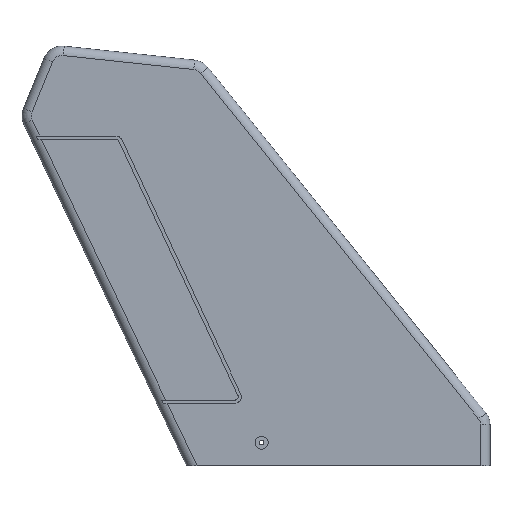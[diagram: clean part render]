
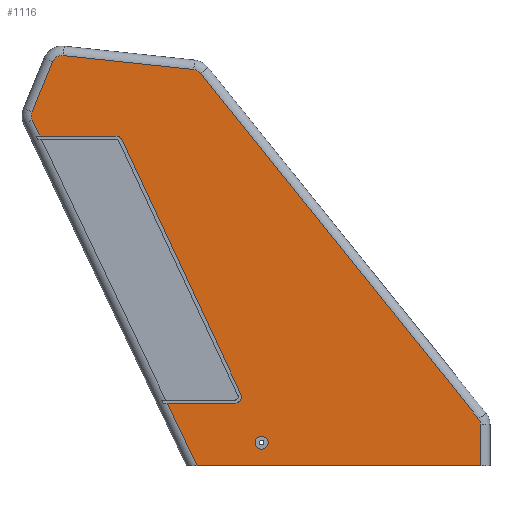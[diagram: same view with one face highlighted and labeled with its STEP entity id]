
A CAD part, left-side view. The second image highlights one B-rep face of the part: STEP entity #1116.
In plain terms, the highlighted planar face has unit normal (-1, 0, 0).
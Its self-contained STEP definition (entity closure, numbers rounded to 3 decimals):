
#38=FACE_BOUND('',#178,.T.);
#50=PLANE('',#1245);
#107=FACE_OUTER_BOUND('',#177,.T.);
#177=EDGE_LOOP('',(#892,#893,#894,#895,#896,#897,#898,#899,#900,#901,#902,
#903,#904,#905,#906,#907));
#178=EDGE_LOOP('',(#908));
#225=LINE('',#1709,#321);
#240=LINE('',#1809,#336);
#243=LINE('',#1816,#339);
#244=LINE('',#1832,#340);
#248=LINE('',#1838,#344);
#256=LINE('',#1863,#352);
#258=LINE('',#1866,#354);
#264=LINE('',#1885,#360);
#265=LINE('',#1889,#361);
#266=LINE('',#1892,#362);
#321=VECTOR('',#1351,10.);
#336=VECTOR('',#1454,10.);
#339=VECTOR('',#1461,10.);
#340=VECTOR('',#1470,10.);
#344=VECTOR('',#1478,10.);
#352=VECTOR('',#1500,10.);
#354=VECTOR('',#1502,10.);
#360=VECTOR('',#1522,10.);
#361=VECTOR('',#1525,10.);
#362=VECTOR('',#1528,10.);
#404=CIRCLE('',#1166,2.);
#413=CIRCLE('',#1187,3.1);
#421=CIRCLE('',#1198,3.1);
#429=CIRCLE('',#1209,3.1);
#440=CIRCLE('',#1227,2.6);
#442=CIRCLE('',#1246,2.);
#443=CIRCLE('',#1247,2.);
#462=VERTEX_POINT('',#1664);
#476=VERTEX_POINT('',#1706);
#477=VERTEX_POINT('',#1708);
#483=VERTEX_POINT('',#1721);
#485=VERTEX_POINT('',#1725);
#491=VERTEX_POINT('',#1742);
#493=VERTEX_POINT('',#1746);
#499=VERTEX_POINT('',#1763);
#501=VERTEX_POINT('',#1767);
#511=VERTEX_POINT('',#1814);
#513=VERTEX_POINT('',#1827);
#523=VERTEX_POINT('',#1861);
#524=VERTEX_POINT('',#1865);
#530=VERTEX_POINT('',#1884);
#531=VERTEX_POINT('',#1886);
#532=VERTEX_POINT('',#1888);
#533=VERTEX_POINT('',#1890);
#568=EDGE_CURVE('',#462,#462,#404,.T.);
#588=EDGE_CURVE('',#477,#476,#225,.T.);
#597=EDGE_CURVE('',#485,#483,#413,.T.);
#607=EDGE_CURVE('',#493,#491,#421,.T.);
#617=EDGE_CURVE('',#501,#499,#429,.T.);
#634=EDGE_CURVE('',#491,#501,#240,.T.);
#638=EDGE_CURVE('',#511,#476,#243,.T.);
#640=EDGE_CURVE('',#513,#511,#440,.T.);
#642=EDGE_CURVE('',#499,#513,#244,.T.);
#646=EDGE_CURVE('',#483,#493,#248,.T.);
#659=EDGE_CURVE('',#523,#485,#256,.T.);
#661=EDGE_CURVE('',#524,#477,#258,.T.);
#670=EDGE_CURVE('',#523,#530,#264,.T.);
#671=EDGE_CURVE('',#530,#531,#442,.T.);
#672=EDGE_CURVE('',#531,#532,#265,.T.);
#673=EDGE_CURVE('',#532,#533,#443,.T.);
#674=EDGE_CURVE('',#533,#524,#266,.T.);
#892=ORIENTED_EDGE('',*,*,#638,.F.);
#893=ORIENTED_EDGE('',*,*,#640,.F.);
#894=ORIENTED_EDGE('',*,*,#642,.F.);
#895=ORIENTED_EDGE('',*,*,#617,.F.);
#896=ORIENTED_EDGE('',*,*,#634,.F.);
#897=ORIENTED_EDGE('',*,*,#607,.F.);
#898=ORIENTED_EDGE('',*,*,#646,.F.);
#899=ORIENTED_EDGE('',*,*,#597,.F.);
#900=ORIENTED_EDGE('',*,*,#659,.F.);
#901=ORIENTED_EDGE('',*,*,#670,.T.);
#902=ORIENTED_EDGE('',*,*,#671,.T.);
#903=ORIENTED_EDGE('',*,*,#672,.T.);
#904=ORIENTED_EDGE('',*,*,#673,.T.);
#905=ORIENTED_EDGE('',*,*,#674,.T.);
#906=ORIENTED_EDGE('',*,*,#661,.T.);
#907=ORIENTED_EDGE('',*,*,#588,.T.);
#908=ORIENTED_EDGE('',*,*,#568,.T.);
#1116=ADVANCED_FACE('',(#107,#38),#50,.F.);
#1166=AXIS2_PLACEMENT_3D('',#1665,#1308,#1309);
#1187=AXIS2_PLACEMENT_3D('',#1727,#1368,#1369);
#1198=AXIS2_PLACEMENT_3D('',#1748,#1392,#1393);
#1209=AXIS2_PLACEMENT_3D('',#1769,#1416,#1417);
#1227=AXIS2_PLACEMENT_3D('',#1829,#1464,#1465);
#1245=AXIS2_PLACEMENT_3D('',#1883,#1520,#1521);
#1246=AXIS2_PLACEMENT_3D('',#1887,#1523,#1524);
#1247=AXIS2_PLACEMENT_3D('',#1891,#1526,#1527);
#1308=DIRECTION('center_axis',(1.,0.,0.));
#1309=DIRECTION('ref_axis',(0.,1.,0.));
#1351=DIRECTION('',(0.,-1.,0.));
#1368=DIRECTION('center_axis',(1.,0.,0.));
#1369=DIRECTION('ref_axis',(0.,1.,-0.028));
#1392=DIRECTION('center_axis',(1.,0.,0.));
#1393=DIRECTION('ref_axis',(0.,0.513,0.859));
#1416=DIRECTION('center_axis',(1.,0.,0.));
#1417=DIRECTION('ref_axis',(0.,-0.479,0.878));
#1454=DIRECTION('',(0.,-0.994,-0.106));
#1461=DIRECTION('',(0.,0.,-1.));
#1464=DIRECTION('center_axis',(1.,0.,0.));
#1465=DIRECTION('ref_axis',(0.,-0.943,0.332));
#1470=DIRECTION('',(0.,-0.627,-0.779));
#1478=DIRECTION('',(0.,-0.379,0.926));
#1500=DIRECTION('',(0.,0.43,0.903));
#1502=DIRECTION('',(0.,-0.43,-0.903));
#1520=DIRECTION('center_axis',(1.,0.,0.));
#1521=DIRECTION('ref_axis',(0.,1.,0.));
#1522=DIRECTION('',(0.,-1.,0.));
#1523=DIRECTION('center_axis',(1.,0.,0.));
#1524=DIRECTION('ref_axis',(0.,0.,1.));
#1525=DIRECTION('',(0.,-0.424,-0.906));
#1526=DIRECTION('center_axis',(1.,0.,0.));
#1527=DIRECTION('ref_axis',(0.,-0.906,0.424));
#1528=DIRECTION('',(0.,1.,0.));
#1664=CARTESIAN_POINT('',(132.,379.,17.));
#1665=CARTESIAN_POINT('Origin',(132.,381.,17.));
#1706=CARTESIAN_POINT('',(132.,313.9,9.9));
#1708=CARTESIAN_POINT('',(132.,400.788,9.9));
#1709=CARTESIAN_POINT('',(132.,404.,9.9));
#1721=CARTESIAN_POINT('',(132.,451.311,118.358));
#1725=CARTESIAN_POINT('',(132.,451.241,115.851));
#1727=CARTESIAN_POINT('Origin',(132.,448.442,117.184));
#1742=CARTESIAN_POINT('',(132.,441.825,135.64));
#1746=CARTESIAN_POINT('',(132.,445.022,133.731));
#1748=CARTESIAN_POINT('Origin',(132.,442.153,132.557));
#1763=CARTESIAN_POINT('',(132.,399.698,130.24));
#1767=CARTESIAN_POINT('',(132.,401.786,131.38));
#1769=CARTESIAN_POINT('Origin',(132.,402.114,128.297));
#1809=CARTESIAN_POINT('',(132.,411.764,132.442));
#1814=CARTESIAN_POINT('',(132.,313.9,22.633));
#1816=CARTESIAN_POINT('',(132.,313.9,48.542));
#1827=CARTESIAN_POINT('',(132.,314.474,24.263));
#1829=CARTESIAN_POINT('Origin',(132.,316.5,22.633));
#1832=CARTESIAN_POINT('',(132.,383.577,110.194));
#1838=CARTESIAN_POINT('',(132.,454.611,110.293));
#1861=CARTESIAN_POINT('',(132.,448.931,111.));
#1863=CARTESIAN_POINT('',(132.,411.969,33.38));
#1865=CARTESIAN_POINT('',(132.,409.919,29.075));
#1866=CARTESIAN_POINT('',(132.,411.969,33.38));
#1883=CARTESIAN_POINT('Origin',(132.,383.,74.45));
#1884=CARTESIAN_POINT('',(132.,425.636,111.));
#1885=CARTESIAN_POINT('',(132.,417.571,111.));
#1886=CARTESIAN_POINT('',(132.,423.825,109.848));
#1887=CARTESIAN_POINT('Origin',(132.,425.636,109.));
#1888=CARTESIAN_POINT('',(132.,387.368,31.923));
#1889=CARTESIAN_POINT('',(132.,413.366,87.492));
#1890=CARTESIAN_POINT('',(132.,389.179,29.075));
#1891=CARTESIAN_POINT('Origin',(132.,389.179,31.075));
#1892=CARTESIAN_POINT('',(132.,386.09,29.075));
